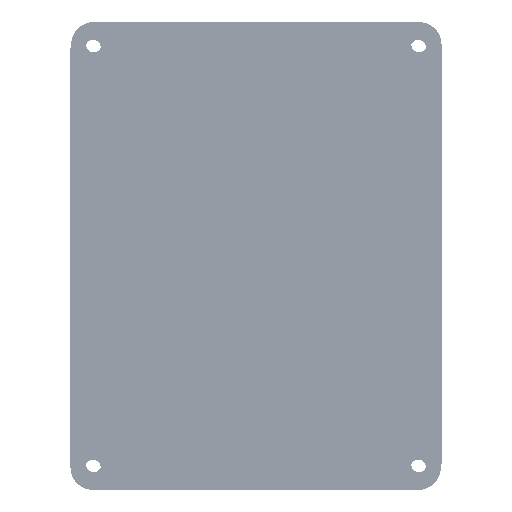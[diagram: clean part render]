
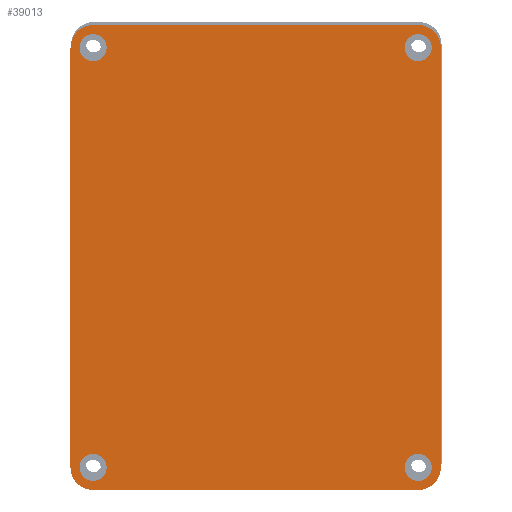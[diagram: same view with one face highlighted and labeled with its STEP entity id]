
A CAD part, front view. The second image highlights one B-rep face of the part: STEP entity #39013.
In plain terms, the highlighted planar face has unit normal (0, -1, 0).
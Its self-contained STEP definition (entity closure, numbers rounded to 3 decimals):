
#1650=FACE_BOUND('',#5230,.T.);
#1651=FACE_BOUND('',#5231,.T.);
#1652=FACE_BOUND('',#5232,.T.);
#1653=FACE_BOUND('',#5233,.T.);
#1896=PLANE('',#41412);
#2944=FACE_OUTER_BOUND('',#5229,.T.);
#5229=EDGE_LOOP('',(#26432,#26433,#26434,#26435,#26436,#26437,#26438,#26439));
#5230=EDGE_LOOP('',(#26440));
#5231=EDGE_LOOP('',(#26441));
#5232=EDGE_LOOP('',(#26442));
#5233=EDGE_LOOP('',(#26443));
#7730=LINE('',#56417,#11486);
#7743=LINE('',#56458,#11499);
#7746=LINE('',#56466,#11502);
#7748=LINE('',#56472,#11504);
#11486=VECTOR('',#45146,10.);
#11499=VECTOR('',#45181,10.);
#11502=VECTOR('',#45190,10.);
#11504=VECTOR('',#45198,10.);
#15235=CIRCLE('',#41373,5.);
#15243=CIRCLE('',#41384,5.);
#15244=CIRCLE('',#41387,5.);
#15245=CIRCLE('',#41390,5.);
#15247=CIRCLE('',#41400,3.);
#15249=CIRCLE('',#41403,3.);
#15251=CIRCLE('',#41406,3.);
#15253=CIRCLE('',#41409,3.);
#16666=VERTEX_POINT('',#56399);
#16667=VERTEX_POINT('',#56401);
#16673=VERTEX_POINT('',#56415);
#16689=VERTEX_POINT('',#56452);
#16690=VERTEX_POINT('',#56456);
#16691=VERTEX_POINT('',#56460);
#16692=VERTEX_POINT('',#56464);
#16693=VERTEX_POINT('',#56468);
#16701=VERTEX_POINT('',#56500);
#16703=VERTEX_POINT('',#56506);
#16705=VERTEX_POINT('',#56512);
#16707=VERTEX_POINT('',#56518);
#20385=EDGE_CURVE('',#16666,#16667,#15235,.T.);
#20393=EDGE_CURVE('',#16666,#16673,#7730,.T.);
#20412=EDGE_CURVE('',#16689,#16673,#15243,.T.);
#20414=EDGE_CURVE('',#16689,#16690,#7743,.T.);
#20416=EDGE_CURVE('',#16691,#16690,#15244,.T.);
#20418=EDGE_CURVE('',#16691,#16692,#7746,.T.);
#20420=EDGE_CURVE('',#16693,#16692,#15245,.T.);
#20421=EDGE_CURVE('',#16693,#16667,#7748,.T.);
#20436=EDGE_CURVE('',#16701,#16701,#15247,.T.);
#20439=EDGE_CURVE('',#16703,#16703,#15249,.T.);
#20442=EDGE_CURVE('',#16705,#16705,#15251,.T.);
#20445=EDGE_CURVE('',#16707,#16707,#15253,.T.);
#26432=ORIENTED_EDGE('',*,*,#20385,.F.);
#26433=ORIENTED_EDGE('',*,*,#20393,.T.);
#26434=ORIENTED_EDGE('',*,*,#20412,.F.);
#26435=ORIENTED_EDGE('',*,*,#20414,.T.);
#26436=ORIENTED_EDGE('',*,*,#20416,.F.);
#26437=ORIENTED_EDGE('',*,*,#20418,.T.);
#26438=ORIENTED_EDGE('',*,*,#20420,.F.);
#26439=ORIENTED_EDGE('',*,*,#20421,.T.);
#26440=ORIENTED_EDGE('',*,*,#20436,.F.);
#26441=ORIENTED_EDGE('',*,*,#20445,.F.);
#26442=ORIENTED_EDGE('',*,*,#20439,.F.);
#26443=ORIENTED_EDGE('',*,*,#20442,.F.);
#39013=ADVANCED_FACE('',(#2944,#1650,#1651,#1652,#1653),#1896,.F.);
#41373=AXIS2_PLACEMENT_3D('',#56402,#45135,#45136);
#41384=AXIS2_PLACEMENT_3D('',#56454,#45176,#45177);
#41387=AXIS2_PLACEMENT_3D('',#56462,#45185,#45186);
#41390=AXIS2_PLACEMENT_3D('',#56470,#45194,#45195);
#41400=AXIS2_PLACEMENT_3D('',#56502,#45228,#45229);
#41403=AXIS2_PLACEMENT_3D('',#56508,#45235,#45236);
#41406=AXIS2_PLACEMENT_3D('',#56514,#45242,#45243);
#41409=AXIS2_PLACEMENT_3D('',#56520,#45249,#45250);
#41412=AXIS2_PLACEMENT_3D('',#56524,#45256,#45257);
#45135=DIRECTION('center_axis',(0.,1.,0.));
#45136=DIRECTION('ref_axis',(-0.707,0.,-0.707));
#45146=DIRECTION('',(1.,0.,0.));
#45176=DIRECTION('center_axis',(0.,1.,0.));
#45177=DIRECTION('ref_axis',(0.707,0.,-0.707));
#45181=DIRECTION('',(0.,0.,1.));
#45185=DIRECTION('center_axis',(0.,1.,0.));
#45186=DIRECTION('ref_axis',(0.707,0.,0.707));
#45190=DIRECTION('',(-1.,0.,0.));
#45194=DIRECTION('center_axis',(0.,1.,0.));
#45195=DIRECTION('ref_axis',(-0.707,0.,0.707));
#45198=DIRECTION('',(0.,0.,-1.));
#45228=DIRECTION('center_axis',(0.,-1.,0.));
#45229=DIRECTION('ref_axis',(1.,0.,0.));
#45235=DIRECTION('center_axis',(0.,-1.,0.));
#45236=DIRECTION('ref_axis',(1.,0.,0.));
#45242=DIRECTION('center_axis',(0.,-1.,0.));
#45243=DIRECTION('ref_axis',(1.,0.,0.));
#45249=DIRECTION('center_axis',(0.,-1.,0.));
#45250=DIRECTION('ref_axis',(1.,0.,0.));
#45256=DIRECTION('center_axis',(0.,1.,0.));
#45257=DIRECTION('ref_axis',(1.,0.,0.));
#56399=CARTESIAN_POINT('',(-39.5,0.,-69.5));
#56401=CARTESIAN_POINT('',(-44.5,0.,-64.5));
#56402=CARTESIAN_POINT('Origin',(-39.5,0.,-64.5));
#56415=CARTESIAN_POINT('',(32.5,0.,-69.5));
#56417=CARTESIAN_POINT('',(-44.5,0.,-69.5));
#56452=CARTESIAN_POINT('',(37.5,0.,-64.5));
#56454=CARTESIAN_POINT('Origin',(32.5,0.,-64.5));
#56456=CARTESIAN_POINT('',(37.5,0.,28.45));
#56458=CARTESIAN_POINT('',(37.5,0.,-69.5));
#56460=CARTESIAN_POINT('',(32.5,0.,33.45));
#56462=CARTESIAN_POINT('Origin',(32.5,0.,28.45));
#56464=CARTESIAN_POINT('',(-39.5,0.,33.45));
#56466=CARTESIAN_POINT('',(37.5,0.,33.45));
#56468=CARTESIAN_POINT('',(-44.5,0.,28.45));
#56470=CARTESIAN_POINT('Origin',(-39.5,0.,28.45));
#56472=CARTESIAN_POINT('',(-44.5,0.,33.45));
#56500=CARTESIAN_POINT('',(29.5,0.,28.45));
#56502=CARTESIAN_POINT('Origin',(32.5,0.,28.45));
#56506=CARTESIAN_POINT('',(29.5,0.,-64.5));
#56508=CARTESIAN_POINT('Origin',(32.5,0.,-64.5));
#56512=CARTESIAN_POINT('',(-42.5,0.,-64.5));
#56514=CARTESIAN_POINT('Origin',(-39.5,0.,-64.5));
#56518=CARTESIAN_POINT('',(-42.5,0.,28.45));
#56520=CARTESIAN_POINT('Origin',(-39.5,0.,28.45));
#56524=CARTESIAN_POINT('Origin',(-3.5,0.,-18.025));
